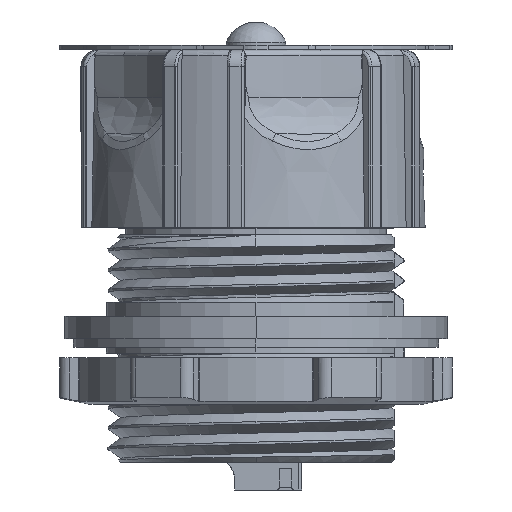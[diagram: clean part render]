
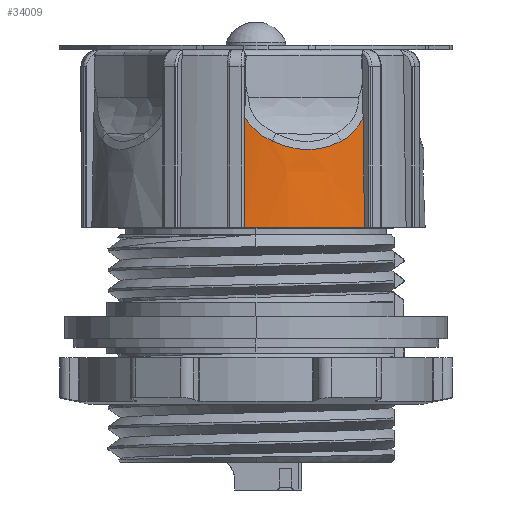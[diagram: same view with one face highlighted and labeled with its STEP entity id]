
A CAD part, left-side view. The second image highlights one B-rep face of the part: STEP entity #34009.
In plain terms, the highlighted conical face has half-angle 1 degrees and reference radius 15.062 mm.
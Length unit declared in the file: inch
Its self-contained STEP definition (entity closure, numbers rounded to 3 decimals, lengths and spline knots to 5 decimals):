
#69 = B_SPLINE_CURVE_WITH_KNOTS ( 'NONE', 3,
 ( #41876, #23483, #1389, #42615, #19288, #20014, #35164, #30948, #4602, #34435, #1138, #8823, #15573, #30719, #38405, #45830, #26964, #42119, #8078 ),
 .UNSPECIFIED., .F., .F.,
 ( 4, 1, 1, 2, 2, 2, 1, 1, 1, 2, 2, 4 ),
 ( 0., 0.125, 0.1875, 0.21875, 0.25, 0.5, 0.625, 0.6875, 0.71875, 0.73438, 0.75, 1. ),
 .UNSPECIFIED. ) ;
#655 = CARTESIAN_POINT ( 'NONE',  ( 0.45363, 0.37164, 0.41975 ) ) ;
#1138 = CARTESIAN_POINT ( 'NONE',  ( 0.57735, 0.13767, 0.04235 ) ) ;
#1389 = CARTESIAN_POINT ( 'NONE',  ( 0.48428, 0.34312, 0.04235 ) ) ;
#1696 = CARTESIAN_POINT ( 'NONE',  ( 0.45542, 0.37979, 0.04235 ) ) ;
#2134 = CARTESIAN_POINT ( 'NONE',  ( 0.58701, 0.02203, 0.36287 ) ) ;
#2745 = VERTEX_POINT ( 'NONE', #10935 ) ;
#3345 = CARTESIAN_POINT ( 'NONE',  ( 0.51744, 0.27994, 0.33383 ) ) ;
#3595 = CARTESIAN_POINT ( 'NONE',  ( 0.52746, 0.26084, 0.32635 ) ) ;
#3896 = CARTESIAN_POINT ( 'NONE',  ( 0.46588, 0.35688, 0.39461 ) ) ;
#4602 = CARTESIAN_POINT ( 'NONE',  ( 0.55221, 0.21947, 0.04235 ) ) ;
#5677 = VERTEX_POINT ( 'NONE', #30569 ) ;
#6358 = FACE_OUTER_BOUND ( 'NONE', #42452, .T. ) ;
#6392 = CARTESIAN_POINT ( 'NONE',  ( 0.45542, 0.37979, 0.04235 ) ) ;
#6668 = CARTESIAN_POINT ( 'NONE',  ( 0.58497, -0.03878, 0.42887 ) ) ;
#7781 = CARTESIAN_POINT ( 'NONE',  ( 0.45377, 0.37826, 0.17119 ) ) ;
#8006 = CARTESIAN_POINT ( 'NONE',  ( 0.58505, 0.05613, 0.3438 ) ) ;
#8078 = CARTESIAN_POINT ( 'NONE',  ( 0.59168, -0.03957, 0.04235 ) ) ;
#8823 = CARTESIAN_POINT ( 'NONE',  ( 0.58375, 0.10508, 0.04235 ) ) ;
#10058 = CARTESIAN_POINT ( 'NONE',  ( 0.58597, 0.04568, 0.34864 ) ) ;
#10309 = ORIENTED_EDGE ( 'NONE', *, *, #30656, .T. ) ;
#10552 = CARTESIAN_POINT ( 'NONE',  ( 0.58716, 0.00491, 0.37578 ) ) ;
#10935 = CARTESIAN_POINT ( 'NONE',  ( 0.58497, -0.03878, 0.42887 ) ) ;
#11036 = CARTESIAN_POINT ( 'NONE',  ( 0.58505, 0.05613, 0.3438 ) ) ;
#12270 = B_SPLINE_CURVE_WITH_KNOTS ( 'NONE', 3,
 ( #1696, #7781, #22939, #17581 ),
 .UNSPECIFIED., .F., .F.,
 ( 4, 4 ),
 ( 0., 1. ),
 .UNSPECIFIED. ) ;
#14049 = CARTESIAN_POINT ( 'NONE',  ( 0.58505, 0.05613, 0.3438 ) ) ;
#14079 = DIRECTION ( 'NONE',  ( -1., 0., 0. ) ) ;
#14651 = ORIENTED_EDGE ( 'NONE', *, *, #39824, .T. ) ;
#14786 = CARTESIAN_POINT ( 'NONE',  ( 0.57261, 0.1413, 0.31393 ) ) ;
#15018 = CARTESIAN_POINT ( 'NONE',  ( 0.59168, -0.03957, 0.04235 ) ) ;
#15573 = CARTESIAN_POINT ( 'NONE',  ( 0.58637, 0.08865, 0.04235 ) ) ;
#15585 = CARTESIAN_POINT ( 'NONE',  ( 0.47492, 0.34517, 0.3801 ) ) ;
#15816 = CARTESIAN_POINT ( 'NONE',  ( 0.45736, 0.36732, 0.41105 ) ) ;
#17270 = VERTEX_POINT ( 'NONE', #18146 ) ;
#17581 = CARTESIAN_POINT ( 'NONE',  ( 0.45046, 0.37521, 0.42887 ) ) ;
#18146 = CARTESIAN_POINT ( 'NONE',  ( 0.45046, 0.37521, 0.42887 ) ) ;
#18500 = CARTESIAN_POINT ( 'NONE',  ( 0.54522, 0.22181, 0.31638 ) ) ;
#19202 = EDGE_CURVE ( 'NONE', #2745, #32731, #35076, .T. ) ;
#19288 = CARTESIAN_POINT ( 'NONE',  ( 0.50928, 0.30381, 0.04235 ) ) ;
#19538 = CARTESIAN_POINT ( 'NONE',  ( 0.48503, 0.33165, 0.36529 ) ) ;
#19902 = EDGE_CURVE ( 'NONE', #28112, #32731, #69, .T. ) ;
#20014 = CARTESIAN_POINT ( 'NONE',  ( 0.514, 0.29576, 0.04235 ) ) ;
#22277 = VERTEX_POINT ( 'NONE', #8006 ) ;
#22939 = CARTESIAN_POINT ( 'NONE',  ( 0.45211, 0.37674, 0.30003 ) ) ;
#23229 = B_SPLINE_CURVE_WITH_KNOTS ( 'NONE', 3,
 ( #37370, #3345, #3595, #18500, #33655, #14786, #29940, #11036 ),
 .UNSPECIFIED., .F., .F.,
 ( 4, 2, 2, 4 ),
 ( 0., 0.25, 0.5, 1. ),
 .UNSPECIFIED. ) ;
#23483 = CARTESIAN_POINT ( 'NONE',  ( 0.4674, 0.36542, 0.04235 ) ) ;
#23493 = CARTESIAN_POINT ( 'NONE',  ( 0.47116, 0.35013, 0.38582 ) ) ;
#24719 = CARTESIAN_POINT ( 'NONE',  ( 0.58689, -0.01604, 0.39408 ) ) ;
#25206 = CARTESIAN_POINT ( 'NONE',  ( 0.58654, 0.03584, 0.35402 ) ) ;
#25481 = CARTESIAN_POINT ( 'NONE',  ( 0., 0., 0.04235 ) ) ;
#25547 = CARTESIAN_POINT ( 'NONE',  ( 0.59168, -0.03957, 0.04235 ) ) ;
#25700 = CARTESIAN_POINT ( 'NONE',  ( 0.58714, 0.00289, 0.37749 ) ) ;
#25774 = ORIENTED_EDGE ( 'NONE', *, *, #41061, .T. ) ;
#26380 = CONICAL_SURFACE ( 'NONE', #38253, 0.593, 0.017 ) ;
#26964 = CARTESIAN_POINT ( 'NONE',  ( 0.59315, 0.03503, 0.04235 ) ) ;
#28112 = VERTEX_POINT ( 'NONE', #6392 ) ;
#29940 = CARTESIAN_POINT ( 'NONE',  ( 0.58128, 0.09911, 0.32389 ) ) ;
#30569 = CARTESIAN_POINT ( 'NONE',  ( 0.50631, 0.29847, 0.3438 ) ) ;
#30656 = EDGE_CURVE ( 'NONE', #5677, #22277, #23229, .T. ) ;
#30719 = CARTESIAN_POINT ( 'NONE',  ( 0.58737, 0.08159, 0.04235 ) ) ;
#30948 = CARTESIAN_POINT ( 'NONE',  ( 0.53706, 0.2543, 0.04235 ) ) ;
#30959 = CARTESIAN_POINT ( 'NONE',  ( 0.47425, 0.34606, 0.38109 ) ) ;
#32431 = CARTESIAN_POINT ( 'NONE',  ( 0.58497, -0.03878, 0.42887 ) ) ;
#32731 = VERTEX_POINT ( 'NONE', #15018 ) ;
#33655 = CARTESIAN_POINT ( 'NONE',  ( 0.55296, 0.20182, 0.31389 ) ) ;
#34009 = ADVANCED_FACE ( 'NONE', ( #6358 ), #26380, .T. ) ;
#34203 = CARTESIAN_POINT ( 'NONE',  ( 0.47301, 0.3477, 0.38297 ) ) ;
#34435 = CARTESIAN_POINT ( 'NONE',  ( 0.56986, 0.16514, 0.04235 ) ) ;
#34919 = CARTESIAN_POINT ( 'NONE',  ( 0.46937, 0.35243, 0.38872 ) ) ;
#35076 = B_SPLINE_CURVE_WITH_KNOTS ( 'NONE', 3,
 ( #6668, #44402, #40212, #25547 ),
 .UNSPECIFIED., .F., .F.,
 ( 4, 4 ),
 ( 0., 1. ),
 .UNSPECIFIED. ) ;
#35164 = CARTESIAN_POINT ( 'NONE',  ( 0.51628, 0.29177, 0.04235 ) ) ;
#36159 = CARTESIAN_POINT ( 'NONE',  ( 0.58592, -0.02927, 0.41062 ) ) ;
#37279 = ORIENTED_EDGE ( 'NONE', *, *, #19902, .F. ) ;
#37370 = CARTESIAN_POINT ( 'NONE',  ( 0.50631, 0.29847, 0.3438 ) ) ;
#37932 = CARTESIAN_POINT ( 'NONE',  ( 0.50631, 0.29847, 0.3438 ) ) ;
#38161 = ORIENTED_EDGE ( 'NONE', *, *, #19202, .T. ) ;
#38253 = AXIS2_PLACEMENT_3D ( 'NONE', #25481, #40387, #14079 ) ;
#38405 = CARTESIAN_POINT ( 'NONE',  ( 0.588, 0.07687, 0.04235 ) ) ;
#38660 = CARTESIAN_POINT ( 'NONE',  ( 0.45046, 0.37521, 0.42887 ) ) ;
#38897 = CARTESIAN_POINT ( 'NONE',  ( 0.46366, 0.35964, 0.39864 ) ) ;
#39824 = EDGE_CURVE ( 'NONE', #28112, #17270, #12270, .T. ) ;
#39881 = CARTESIAN_POINT ( 'NONE',  ( 0.58718, 0.00798, 0.37325 ) ) ;
#40212 = CARTESIAN_POINT ( 'NONE',  ( 0.58944, -0.0393, 0.17119 ) ) ;
#40387 = DIRECTION ( 'NONE',  ( 0., 0., -1. ) ) ;
#41061 = EDGE_CURVE ( 'NONE', #17270, #5677, #44711, .T. ) ;
#41876 = CARTESIAN_POINT ( 'NONE',  ( 0.45542, 0.37979, 0.04235 ) ) ;
#42119 = CARTESIAN_POINT ( 'NONE',  ( 0.59417, -0.00221, 0.04235 ) ) ;
#42452 = EDGE_LOOP ( 'NONE', ( #38161, #37279, #14651, #25774, #10309, #43372 ) ) ;
#42615 = CARTESIAN_POINT ( 'NONE',  ( 0.50207, 0.3158, 0.04235 ) ) ;
#43372 = ORIENTED_EDGE ( 'NONE', *, *, #46642, .T. ) ;
#43587 = CARTESIAN_POINT ( 'NONE',  ( 0.58713, 0.00195, 0.3783 ) ) ;
#44402 = CARTESIAN_POINT ( 'NONE',  ( 0.58721, -0.03904, 0.30003 ) ) ;
#44558 = CARTESIAN_POINT ( 'NONE',  ( 0.58717, 0.01114, 0.37078 ) ) ;
#44711 = B_SPLINE_CURVE_WITH_KNOTS ( 'NONE', 3,
 ( #38660, #655, #15816, #38897, #3896, #34919, #23493, #34203, #30959, #15585, #19538, #45845, #37932 ),
 .UNSPECIFIED., .F., .F.,
 ( 4, 2, 2, 1, 2, 2, 4 ),
 ( 0., 0.25, 0.375, 0.4375, 0.46875, 0.5, 1. ),
 .UNSPECIFIED. ) ;
#45830 = CARTESIAN_POINT ( 'NONE',  ( 0.58831, 0.07446, 0.04235 ) ) ;
#45845 = CARTESIAN_POINT ( 'NONE',  ( 0.49551, 0.31646, 0.35348 ) ) ;
#46642 = EDGE_CURVE ( 'NONE', #22277, #2745, #47146, .T. ) ;
#47146 = B_SPLINE_CURVE_WITH_KNOTS ( 'NONE', 3,
 ( #14049, #10058, #25206, #2134, #48277, #44558, #39881, #10552, #25700, #43587, #24719, #36159, #32431 ),
 .UNSPECIFIED., .F., .F.,
 ( 4, 2, 2, 1, 2, 2, 4 ),
 ( 0., 0.25, 0.375, 0.4375, 0.46875, 0.5, 1. ),
 .UNSPECIFIED. ) ;
#48277 = CARTESIAN_POINT ( 'NONE',  ( 0.5871, 0.01758, 0.36596 ) ) ;
